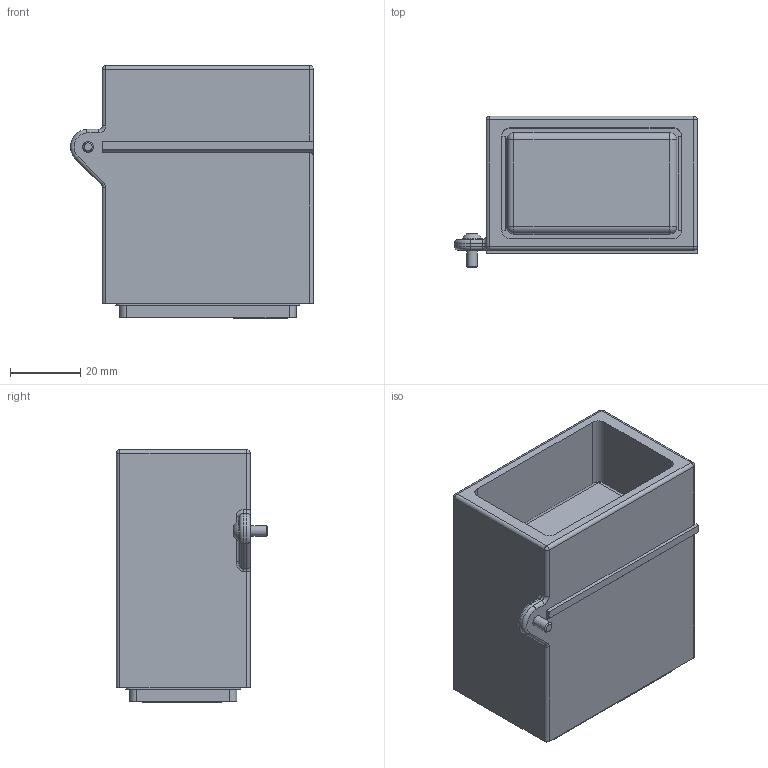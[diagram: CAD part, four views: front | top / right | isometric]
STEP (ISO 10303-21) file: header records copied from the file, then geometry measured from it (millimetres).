
FILE_DESCRIPTION(/* description */ (''),/* implementation_level */ '2;1');
FILE_NAME(/* name */ 'power-inlet-astrodyne.step',/* time_stamp */ '2021-06-27T21:05:41-07:00',/* author */ (''),/* organization */ (''),/* preprocessor_version */ 'ST-DEVELOPER v18.1',/* originating_system */ 'Autodesk Translation Framework v10.9.0.1377',/* authorisation */ '');
FILE_SCHEMA (('AUTOMOTIVE_DESIGN { 1 0 10303 214 3 1 1 }'));
Length unit declared in the file: millimetre
Products named in the file (5): power-inlet-astrodyne; astrodyne assy; case; M3 Threaded Insert.step (1); M3x8 BHCS-1.step (1)
Assembly tree (4 placements, depth 3):
  power-inlet-astrodyne
    astrodyne assy
      case
      M3 Threaded Insert.step (1)
      M3x8 BHCS-1.step (1)
Bounding box: 68.98 x 43 x 71.75 mm (x, y, z)
Volume: 113251.8 mm3; surface area: 40765.6 mm2
Topology: 5 solids, 5 shells, 373 faces, 1006 edges, 653 vertices
Faces by surface type: bspline 145, cylinder 118, plane 85, cone 11, sphere 9, torus 5
Full cylindrical faces by diameter (mm): 3 x2, 3.1 x1, 4.7 x1, 5.05 x1, 5.16 x1, 5.56 x1, 5.7 x1
Entity records: 13658 total; most frequent: CARTESIAN_POINT 4636, ORIENTED_EDGE 2012, DIRECTION 1788, EDGE_CURVE 1006, AXIS2_PLACEMENT_3D 668, VERTEX_POINT 653, LINE 452, VECTOR 452
